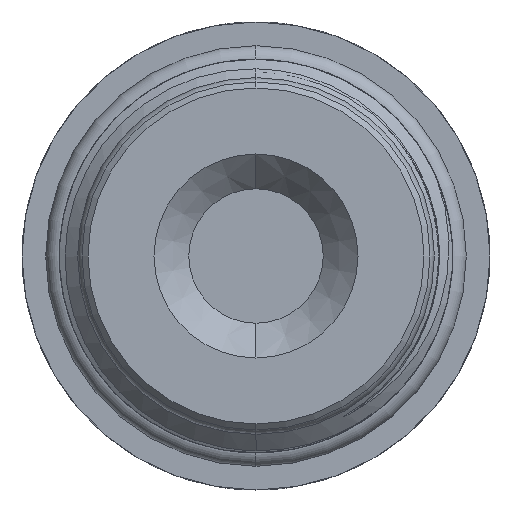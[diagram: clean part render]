
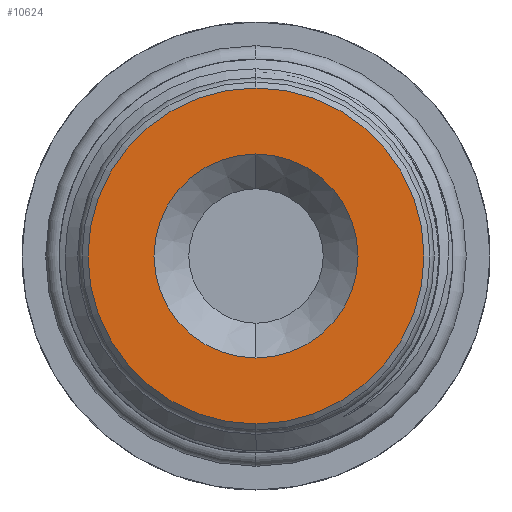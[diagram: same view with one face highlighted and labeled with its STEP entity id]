
A CAD part, left-side view. The second image highlights one B-rep face of the part: STEP entity #10624.
In plain terms, the highlighted planar face has unit normal (-1, 0, 0).
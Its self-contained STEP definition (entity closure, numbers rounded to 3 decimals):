
#35 = AXIS2_PLACEMENT_3D ( 'NONE', #12518, #1864, #1816 ) ;
#242 = DIRECTION ( 'NONE',  ( -1., 0., 0. ) ) ;
#361 = VERTEX_POINT ( 'NONE', #11821 ) ;
#611 = EDGE_LOOP ( 'NONE', ( #4924, #4270 ) ) ;
#721 = DIRECTION ( 'NONE',  ( 0., 0., -1. ) ) ;
#1816 = DIRECTION ( 'NONE',  ( 0., 0., 1. ) ) ;
#1864 = DIRECTION ( 'NONE',  ( -1., 0., 0. ) ) ;
#1924 = VERTEX_POINT ( 'NONE', #9155 ) ;
#2248 = CARTESIAN_POINT ( 'NONE',  ( 0., 0., 14. ) ) ;
#3250 = EDGE_LOOP ( 'NONE', ( #13289, #9386 ) ) ;
#3485 = FACE_BOUND ( 'NONE', #3250, .T. ) ;
#4270 = ORIENTED_EDGE ( 'NONE', *, *, #8706, .T. ) ;
#4475 = DIRECTION ( 'NONE',  ( 0., 0., 1. ) ) ;
#4924 = ORIENTED_EDGE ( 'NONE', *, *, #13800, .T. ) ;
#5016 = CIRCLE ( 'NONE', #12365, 14. ) ;
#5481 = DIRECTION ( 'NONE',  ( -1., 0., 0. ) ) ;
#6435 = DIRECTION ( 'NONE',  ( -1., 0., 0. ) ) ;
#6573 = CARTESIAN_POINT ( 'NONE',  ( 0., 0., 0. ) ) ;
#6637 = EDGE_CURVE ( 'NONE', #1924, #361, #13110, .T. ) ;
#7039 = FACE_OUTER_BOUND ( 'NONE', #611, .T. ) ;
#7390 = CARTESIAN_POINT ( 'NONE',  ( 0., 0., -14. ) ) ;
#7556 = DIRECTION ( 'NONE',  ( 0., 0., -1. ) ) ;
#8409 = CIRCLE ( 'NONE', #35, 8.5 ) ;
#8706 = EDGE_CURVE ( 'NONE', #9685, #9305, #5016, .T. ) ;
#8901 = EDGE_CURVE ( 'NONE', #361, #1924, #8409, .T. ) ;
#8972 = CARTESIAN_POINT ( 'NONE',  ( 0., 0., 0. ) ) ;
#9155 = CARTESIAN_POINT ( 'NONE',  ( 0., 0., 8.5 ) ) ;
#9305 = VERTEX_POINT ( 'NONE', #7390 ) ;
#9386 = ORIENTED_EDGE ( 'NONE', *, *, #8901, .F. ) ;
#9557 = CARTESIAN_POINT ( 'NONE',  ( 0., 0., 0. ) ) ;
#9685 = VERTEX_POINT ( 'NONE', #2248 ) ;
#9896 = DIRECTION ( 'NONE',  ( 0., 0., -1. ) ) ;
#10624 = ADVANCED_FACE ( 'NONE', ( #7039, #3485 ), #13694, .F. ) ;
#11607 = DIRECTION ( 'NONE',  ( 1., 0., 0. ) ) ;
#11653 = AXIS2_PLACEMENT_3D ( 'NONE', #13216, #242, #9896 ) ;
#11821 = CARTESIAN_POINT ( 'NONE',  ( 0., 0., -8.5 ) ) ;
#12021 = AXIS2_PLACEMENT_3D ( 'NONE', #9557, #11607, #721 ) ;
#12365 = AXIS2_PLACEMENT_3D ( 'NONE', #6573, #5481, #7556 ) ;
#12518 = CARTESIAN_POINT ( 'NONE',  ( 0., 0., 0. ) ) ;
#12918 = AXIS2_PLACEMENT_3D ( 'NONE', #8972, #6435, #4475 ) ;
#13110 = CIRCLE ( 'NONE', #12918, 8.5 ) ;
#13216 = CARTESIAN_POINT ( 'NONE',  ( 0., 0., 0. ) ) ;
#13289 = ORIENTED_EDGE ( 'NONE', *, *, #6637, .F. ) ;
#13594 = CIRCLE ( 'NONE', #11653, 14. ) ;
#13694 = PLANE ( 'NONE',  #12021 ) ;
#13800 = EDGE_CURVE ( 'NONE', #9305, #9685, #13594, .T. ) ;
